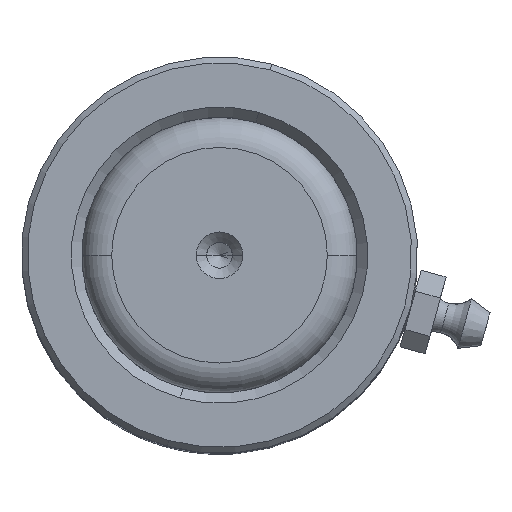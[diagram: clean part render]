
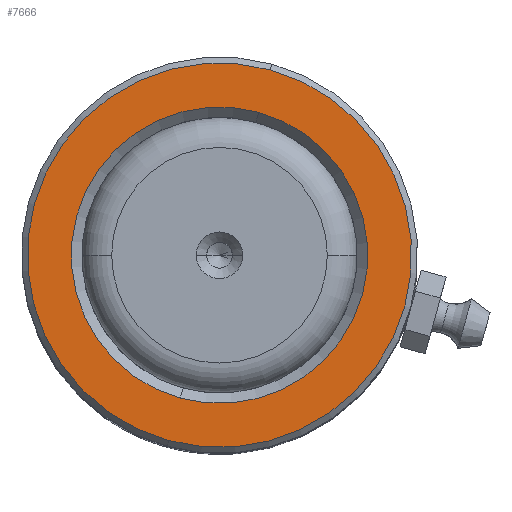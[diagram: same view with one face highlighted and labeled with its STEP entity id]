
A CAD part, top view. The second image highlights one B-rep face of the part: STEP entity #7666.
In plain terms, the highlighted planar face has unit normal (0, 0, 1).
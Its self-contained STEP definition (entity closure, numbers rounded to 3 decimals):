
#108 = VERTEX_POINT ( 'NONE', #2925 ) ;
#260 = VERTEX_POINT ( 'NONE', #1042 ) ;
#286 = CIRCLE ( 'NONE', #793, 22.3 ) ;
#793 = AXIS2_PLACEMENT_3D ( 'NONE', #5557, #6127, #2016 ) ;
#980 = EDGE_CURVE ( 'NONE', #1589, #6059, #7523, .T. ) ;
#1011 = FACE_OUTER_BOUND ( 'NONE', #5351, .T. ) ;
#1042 = CARTESIAN_POINT ( 'NONE',  ( 17.2, 0., 80. ) ) ;
#1589 = VERTEX_POINT ( 'NONE', #3771 ) ;
#1614 = AXIS2_PLACEMENT_3D ( 'NONE', #6588, #8032, #3099 ) ;
#1652 = CARTESIAN_POINT ( 'NONE',  ( 22.3, 0., 80. ) ) ;
#1747 = FACE_BOUND ( 'NONE', #5365, .T. ) ;
#2016 = DIRECTION ( 'NONE',  ( 1., 0., 0. ) ) ;
#2230 = ORIENTED_EDGE ( 'NONE', *, *, #5450, .T. ) ;
#2925 = CARTESIAN_POINT ( 'NONE',  ( -17.2, 0., 80. ) ) ;
#3099 = DIRECTION ( 'NONE',  ( 1., 0., 0. ) ) ;
#3129 = CARTESIAN_POINT ( 'NONE',  ( 0., 0., 80. ) ) ;
#3287 = ORIENTED_EDGE ( 'NONE', *, *, #4603, .T. ) ;
#3551 = CARTESIAN_POINT ( 'NONE',  ( 0., 0., 80. ) ) ;
#3771 = CARTESIAN_POINT ( 'NONE',  ( -22.3, 0., 80. ) ) ;
#3777 = EDGE_CURVE ( 'NONE', #108, #260, #5681, .T. ) ;
#3816 = DIRECTION ( 'NONE',  ( 0., 0., -1. ) ) ;
#4024 = AXIS2_PLACEMENT_3D ( 'NONE', #3551, #7777, #6383 ) ;
#4603 = EDGE_CURVE ( 'NONE', #260, #108, #6068, .T. ) ;
#4766 = DIRECTION ( 'NONE',  ( 1., 0., 0. ) ) ;
#5351 = EDGE_LOOP ( 'NONE', ( #7981, #2230 ) ) ;
#5365 = EDGE_LOOP ( 'NONE', ( #3287, #6398 ) ) ;
#5450 = EDGE_CURVE ( 'NONE', #6059, #1589, #286, .T. ) ;
#5557 = CARTESIAN_POINT ( 'NONE',  ( 0., 0., 80. ) ) ;
#5681 = CIRCLE ( 'NONE', #8715, 17.2 ) ;
#5939 = PLANE ( 'NONE',  #1614 ) ;
#6059 = VERTEX_POINT ( 'NONE', #1652 ) ;
#6068 = CIRCLE ( 'NONE', #7567, 17.2 ) ;
#6127 = DIRECTION ( 'NONE',  ( 0., 0., 1. ) ) ;
#6383 = DIRECTION ( 'NONE',  ( 1., 0., 0. ) ) ;
#6398 = ORIENTED_EDGE ( 'NONE', *, *, #3777, .T. ) ;
#6588 = CARTESIAN_POINT ( 'NONE',  ( 0., 0., 80. ) ) ;
#6640 = CARTESIAN_POINT ( 'NONE',  ( 0., 0., 80. ) ) ;
#6673 = DIRECTION ( 'NONE',  ( 1., 0., 0. ) ) ;
#7523 = CIRCLE ( 'NONE', #4024, 22.3 ) ;
#7567 = AXIS2_PLACEMENT_3D ( 'NONE', #3129, #3816, #4766 ) ;
#7666 = ADVANCED_FACE ( 'NONE', ( #1011, #1747 ), #5939, .T. ) ;
#7777 = DIRECTION ( 'NONE',  ( 0., 0., 1. ) ) ;
#7981 = ORIENTED_EDGE ( 'NONE', *, *, #980, .T. ) ;
#8032 = DIRECTION ( 'NONE',  ( 0., 0., 1. ) ) ;
#8713 = DIRECTION ( 'NONE',  ( 0., 0., -1. ) ) ;
#8715 = AXIS2_PLACEMENT_3D ( 'NONE', #6640, #8713, #6673 ) ;
